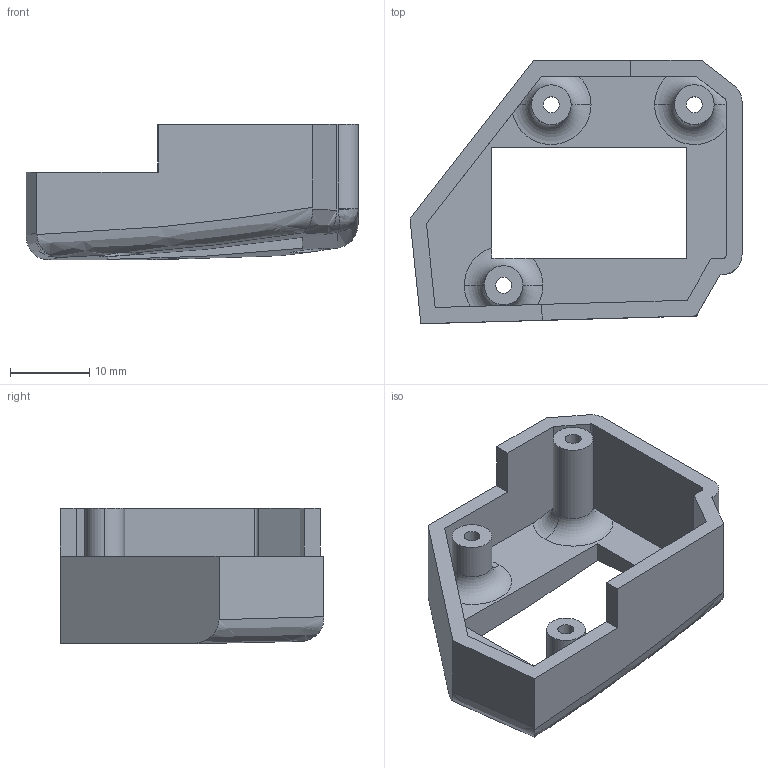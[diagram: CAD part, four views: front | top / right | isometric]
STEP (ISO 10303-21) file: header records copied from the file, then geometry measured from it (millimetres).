
FILE_DESCRIPTION (( 'STEP AP214' ), '1' );
FILE_NAME ('tapa_palma_posterior_pulgar.STEP', '2020-10-22T04:44:42', ( '' ), ( '' ), 'SwSTEP 2.0', 'SolidWorks 2020', '' );
FILE_SCHEMA (( 'AUTOMOTIVE_DESIGN' ));
Length unit declared in the file: millimetre
Products named in the file (1): tapa_palma_posterior_pulgar
Bounding box: 41.78 x 33.16 x 17 mm (x, y, z)
Volume: 5155.7 mm3; surface area: 5284.4 mm2
Topology: 1 solids, 1 shells, 71 faces, 197 edges, 126 vertices
Faces by surface type: plane 32, cylinder 23, bspline 9, torus 7
Entity records: 2818 total; most frequent: CARTESIAN_POINT 1072, ORIENTED_EDGE 390, DIRECTION 323, EDGE_CURVE 195, VERTEX_POINT 126, AXIS2_PLACEMENT_3D 119, VECTOR 85, LINE 85
